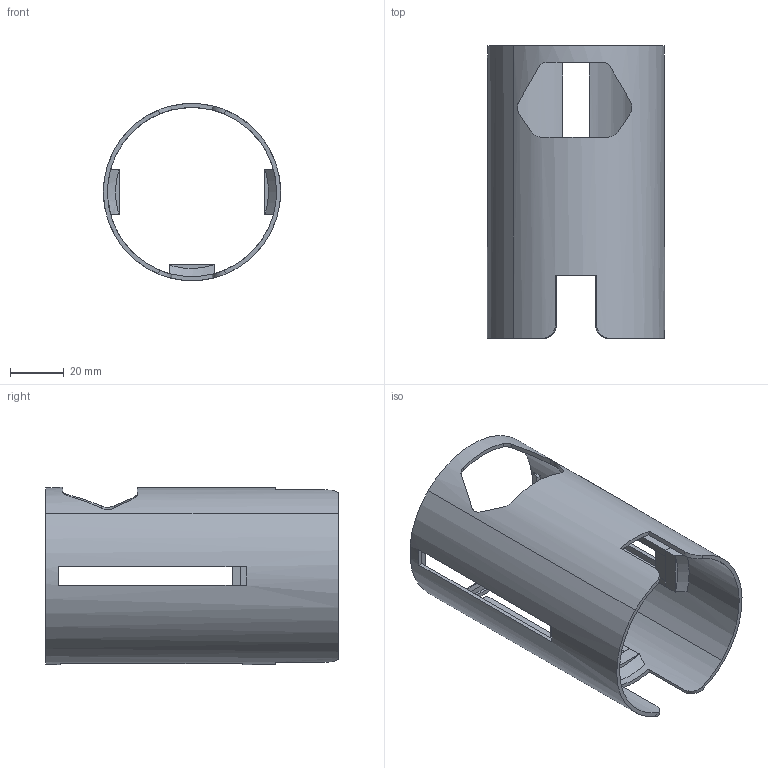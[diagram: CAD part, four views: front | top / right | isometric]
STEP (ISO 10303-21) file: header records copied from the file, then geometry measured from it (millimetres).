
FILE_DESCRIPTION(/* description */ ('VariCAD 2023-2.03 AP-214'),/* implementation_level */ '2;1');
FILE_NAME(/* name */ 'obal.stp',/* time_stamp */ '2023-04-11T19:50:21+01:00',/* author */ (''),/* organization */ (''),/* preprocessor_version */ 'VariCAD 2023-2.03',/* originating_system */ 'VariCAD 2023-2.03; kernel version (20180118)',/* authorisation */ '');
FILE_SCHEMA(('AUTOMOTIVE_DESIGN'));
Length unit declared in the file: millimetre
Products named in the file (2): obal
Assembly tree (1 placements, depth 2):
  obal
    (unnamed)
Bounding box: 65.96 x 109 x 65.95 mm (x, y, z)
Volume: 32079.8 mm3; surface area: 41619.7 mm2
Topology: 1 solids, 1 shells, 125 faces, 337 edges, 215 vertices
Faces by surface type: plane 108, cylinder 12, cone 3, extrusion 2
Entity records: 4130 total; most frequent: CARTESIAN_POINT 1010, ORIENTED_EDGE 668, DIRECTION 591, EDGE_CURVE 334, VECTOR 243, LINE 241, VERTEX_POINT 214, AXIS2_PLACEMENT_3D 174
